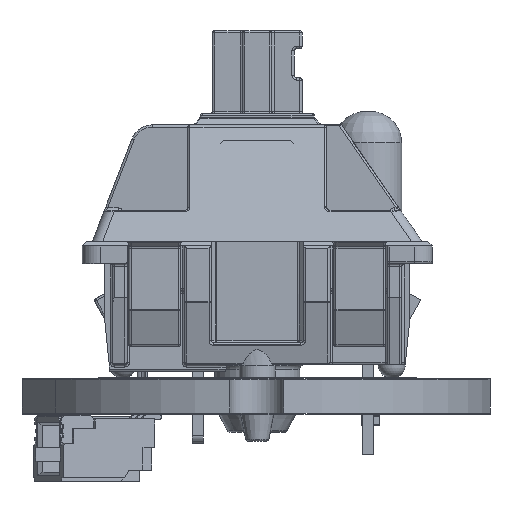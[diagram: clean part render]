
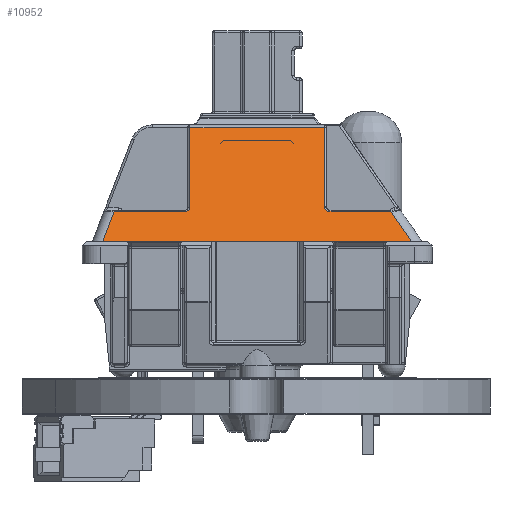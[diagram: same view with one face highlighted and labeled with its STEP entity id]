
A CAD part, left-side view. The second image highlights one B-rep face of the part: STEP entity #10952.
In plain terms, the highlighted face is planar.
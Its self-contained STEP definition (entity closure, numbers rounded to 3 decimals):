
#7935 = EDGE_CURVE('',#7936,#7938,#7940,.T.);
#7936 = VERTEX_POINT('',#7937);
#7937 = CARTESIAN_POINT('',(14.7,0.,-0.458));
#7938 = VERTEX_POINT('',#7939);
#7939 = CARTESIAN_POINT('',(14.7,0.,-14.232));
#7940 = LINE('',#7941,#7942);
#7941 = CARTESIAN_POINT('',(14.7,0.,0.));
#7942 = VECTOR('',#7943,1.);
#7943 = DIRECTION('',(0.,0.,-1.));
#10952 = ADVANCED_FACE('',(#10953),#11028,.F.);
#10953 = FACE_BOUND('',#10954,.T.);
#10954 = EDGE_LOOP('',(#10955,#10966,#10974,#10982,#10990,#10999,#11007,
    #11013,#11014,#11022));
#10955 = ORIENTED_EDGE('',*,*,#10956,.F.);
#10956 = EDGE_CURVE('',#10957,#10959,#10961,.T.);
#10957 = VERTEX_POINT('',#10958);
#10958 = CARTESIAN_POINT('',(14.019,1.54,-10.35));
#10959 = VERTEX_POINT('',#10960);
#10960 = CARTESIAN_POINT('',(14.107,1.34,-10.55));
#10961 = ( BOUNDED_CURVE() B_SPLINE_CURVE(3,(#10962,#10963,#10964,#10965
),.UNSPECIFIED.,.F.,.F.) B_SPLINE_CURVE_WITH_KNOTS((4,4),(1.571
,3.142),.PIECEWISE_BEZIER_KNOTS.) CURVE() 
GEOMETRIC_REPRESENTATION_ITEM() RATIONAL_B_SPLINE_CURVE((1.,
0.805,0.805,1.)) REPRESENTATION_ITEM('') );
#10962 = CARTESIAN_POINT('',(14.019,1.54,-10.35));
#10963 = CARTESIAN_POINT('',(14.07,1.423,-10.35));
#10964 = CARTESIAN_POINT('',(14.107,1.34,
    -10.433));
#10965 = CARTESIAN_POINT('',(14.107,1.34,-10.55));
#10966 = ORIENTED_EDGE('',*,*,#10967,.T.);
#10967 = EDGE_CURVE('',#10957,#10968,#10970,.T.);
#10968 = VERTEX_POINT('',#10969);
#10969 = CARTESIAN_POINT('',(12.453,5.081,-10.35));
#10970 = LINE('',#10971,#10972);
#10971 = CARTESIAN_POINT('',(12.453,5.081,-10.35));
#10972 = VECTOR('',#10973,1.);
#10973 = DIRECTION('',(-0.405,0.915,
    0.));
#10974 = ORIENTED_EDGE('',*,*,#10975,.T.);
#10975 = EDGE_CURVE('',#10968,#10976,#10978,.T.);
#10976 = VERTEX_POINT('',#10977);
#10977 = CARTESIAN_POINT('',(12.453,5.081,-4.35));
#10978 = LINE('',#10979,#10980);
#10979 = CARTESIAN_POINT('',(12.453,5.081,-4.25));
#10980 = VECTOR('',#10981,1.);
#10981 = DIRECTION('',(-0.,-0.,1.));
#10982 = ORIENTED_EDGE('',*,*,#10983,.T.);
#10983 = EDGE_CURVE('',#10976,#10984,#10986,.T.);
#10984 = VERTEX_POINT('',#10985);
#10985 = CARTESIAN_POINT('',(14.019,1.54,-4.35));
#10986 = LINE('',#10987,#10988);
#10987 = CARTESIAN_POINT('',(14.081,1.4,-4.35));
#10988 = VECTOR('',#10989,1.);
#10989 = DIRECTION('',(0.405,-0.915,
    0.));
#10990 = ORIENTED_EDGE('',*,*,#10991,.F.);
#10991 = EDGE_CURVE('',#10992,#10984,#10994,.T.);
#10992 = VERTEX_POINT('',#10993);
#10993 = CARTESIAN_POINT('',(14.107,1.34,-4.15));
#10994 = ( BOUNDED_CURVE() B_SPLINE_CURVE(3,(#10995,#10996,#10997,#10998
),.UNSPECIFIED.,.F.,.F.) B_SPLINE_CURVE_WITH_KNOTS((4,4),(3.142,
4.712),.PIECEWISE_BEZIER_KNOTS.) CURVE() 
GEOMETRIC_REPRESENTATION_ITEM() RATIONAL_B_SPLINE_CURVE((1.,
0.805,0.805,1.)) REPRESENTATION_ITEM('') );
#10995 = CARTESIAN_POINT('',(14.107,1.34,-4.15));
#10996 = CARTESIAN_POINT('',(14.107,1.34,
    -4.267));
#10997 = CARTESIAN_POINT('',(14.07,1.423,-4.35));
#10998 = CARTESIAN_POINT('',(14.019,1.54,-4.35));
#10999 = ORIENTED_EDGE('',*,*,#11000,.T.);
#11000 = EDGE_CURVE('',#10992,#11001,#11003,.T.);
#11001 = VERTEX_POINT('',#11002);
#11002 = CARTESIAN_POINT('',(14.107,1.34,
    -0.973));
#11003 = LINE('',#11004,#11005);
#11004 = CARTESIAN_POINT('',(14.107,1.34,0.));
#11005 = VECTOR('',#11006,1.);
#11006 = DIRECTION('',(0.,0.,1.));
#11007 = ORIENTED_EDGE('',*,*,#11008,.T.);
#11008 = EDGE_CURVE('',#11001,#7936,#11009,.T.);
#11009 = LINE('',#11010,#11011);
#11010 = CARTESIAN_POINT('',(12.711,4.496,
    -2.187));
#11011 = VECTOR('',#11012,1.);
#11012 = DIRECTION('',(0.382,-0.863,0.332));
#11013 = ORIENTED_EDGE('',*,*,#7935,.T.);
#11014 = ORIENTED_EDGE('',*,*,#11015,.T.);
#11015 = EDGE_CURVE('',#7938,#11016,#11018,.T.);
#11016 = VERTEX_POINT('',#11017);
#11017 = CARTESIAN_POINT('',(14.107,1.34,
    -13.304));
#11018 = LINE('',#11019,#11020);
#11019 = CARTESIAN_POINT('',(10.456,9.595,
    -7.59));
#11020 = VECTOR('',#11021,1.);
#11021 = DIRECTION('',(-0.342,0.773,0.535));
#11022 = ORIENTED_EDGE('',*,*,#11023,.T.);
#11023 = EDGE_CURVE('',#11016,#10959,#11024,.T.);
#11024 = LINE('',#11025,#11026);
#11025 = CARTESIAN_POINT('',(14.107,1.34,-10.45));
#11026 = VECTOR('',#11027,1.);
#11027 = DIRECTION('',(-0.,-0.,1.));
#11028 = PLANE('',#11029);
#11029 = AXIS2_PLACEMENT_3D('',#11030,#11031,#11032);
#11030 = CARTESIAN_POINT('',(12.4,5.2,0.));
#11031 = DIRECTION('',(-0.915,-0.405,-0.));
#11032 = DIRECTION('',(0.,0.,-1.));
